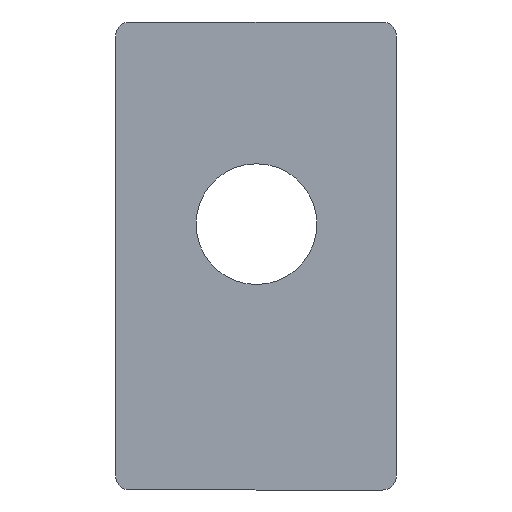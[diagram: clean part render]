
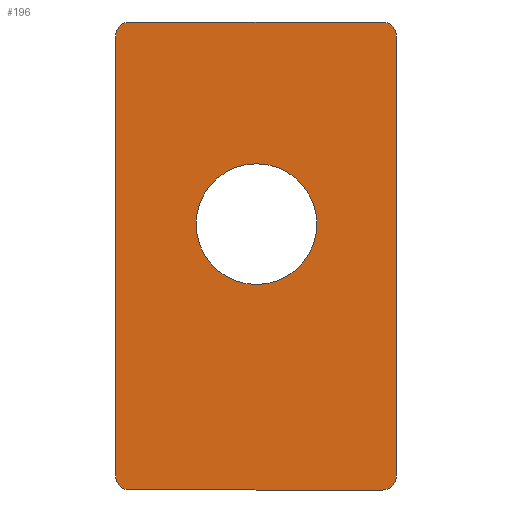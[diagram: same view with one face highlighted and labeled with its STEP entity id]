
A CAD part, front view. The second image highlights one B-rep face of the part: STEP entity #196.
In plain terms, the highlighted planar face has unit normal (0, -1, 0).
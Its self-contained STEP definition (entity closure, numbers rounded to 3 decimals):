
#16=FACE_BOUND('',#45,.T.);
#18=PLANE('',#234);
#32=FACE_OUTER_BOUND('',#44,.T.);
#44=EDGE_LOOP('',(#169,#170,#171,#172,#173,#174,#175,#176));
#45=EDGE_LOOP('',(#177));
#47=LINE('',#304,#56);
#49=LINE('',#324,#58);
#51=LINE('',#344,#60);
#53=LINE('',#364,#62);
#56=VECTOR('',#243,10.);
#58=VECTOR('',#255,10.);
#60=VECTOR('',#267,10.);
#62=VECTOR('',#279,10.);
#67=CIRCLE('',#215,3.);
#71=CIRCLE('',#220,3.);
#75=CIRCLE('',#225,3.);
#79=CIRCLE('',#230,3.);
#82=CIRCLE('',#235,12.9);
#84=VERTEX_POINT('',#301);
#85=VERTEX_POINT('',#303);
#87=VERTEX_POINT('',#317);
#89=VERTEX_POINT('',#323);
#91=VERTEX_POINT('',#337);
#93=VERTEX_POINT('',#343);
#95=VERTEX_POINT('',#357);
#97=VERTEX_POINT('',#363);
#100=VERTEX_POINT('',#383);
#102=EDGE_CURVE('',#84,#85,#47,.T.);
#105=EDGE_CURVE('',#85,#87,#67,.T.);
#108=EDGE_CURVE('',#87,#89,#49,.T.);
#111=EDGE_CURVE('',#89,#91,#71,.T.);
#114=EDGE_CURVE('',#91,#93,#51,.T.);
#117=EDGE_CURVE('',#93,#95,#75,.T.);
#120=EDGE_CURVE('',#95,#97,#53,.T.);
#123=EDGE_CURVE('',#97,#84,#79,.T.);
#126=EDGE_CURVE('',#100,#100,#82,.T.);
#169=ORIENTED_EDGE('',*,*,#117,.F.);
#170=ORIENTED_EDGE('',*,*,#114,.F.);
#171=ORIENTED_EDGE('',*,*,#111,.F.);
#172=ORIENTED_EDGE('',*,*,#108,.F.);
#173=ORIENTED_EDGE('',*,*,#105,.F.);
#174=ORIENTED_EDGE('',*,*,#102,.F.);
#175=ORIENTED_EDGE('',*,*,#123,.F.);
#176=ORIENTED_EDGE('',*,*,#120,.F.);
#177=ORIENTED_EDGE('',*,*,#126,.T.);
#196=ADVANCED_FACE('',(#32,#16),#18,.F.);
#215=AXIS2_PLACEMENT_3D('',#318,#247,#248);
#220=AXIS2_PLACEMENT_3D('',#338,#259,#260);
#225=AXIS2_PLACEMENT_3D('',#358,#271,#272);
#230=AXIS2_PLACEMENT_3D('',#377,#283,#284);
#234=AXIS2_PLACEMENT_3D('',#382,#291,#292);
#235=AXIS2_PLACEMENT_3D('',#384,#293,#294);
#243=DIRECTION('',(-1.,0.,0.));
#247=DIRECTION('center_axis',(0.,1.,0.));
#248=DIRECTION('ref_axis',(0.,0.,-1.));
#255=DIRECTION('',(0.,0.,1.));
#259=DIRECTION('center_axis',(0.,1.,0.));
#260=DIRECTION('ref_axis',(-1.,0.,0.));
#267=DIRECTION('',(1.,0.,0.));
#271=DIRECTION('center_axis',(0.,1.,0.));
#272=DIRECTION('ref_axis',(0.,0.,1.));
#279=DIRECTION('',(0.,0.,-1.));
#283=DIRECTION('center_axis',(0.,1.,0.));
#284=DIRECTION('ref_axis',(1.,0.,0.));
#291=DIRECTION('center_axis',(0.,1.,0.));
#292=DIRECTION('ref_axis',(-1.,0.,0.));
#293=DIRECTION('center_axis',(0.,1.,0.));
#294=DIRECTION('ref_axis',(-1.,0.,0.));
#301=CARTESIAN_POINT('',(57.,12.,0.));
#303=CARTESIAN_POINT('',(3.,12.,0.));
#304=CARTESIAN_POINT('',(57.,12.,0.));
#317=CARTESIAN_POINT('',(0.,12.,3.));
#318=CARTESIAN_POINT('Origin',(3.,12.,3.));
#323=CARTESIAN_POINT('',(0.,12.,97.));
#324=CARTESIAN_POINT('',(0.,12.,3.));
#337=CARTESIAN_POINT('',(3.,12.,100.));
#338=CARTESIAN_POINT('Origin',(3.,12.,97.));
#343=CARTESIAN_POINT('',(57.,12.,100.));
#344=CARTESIAN_POINT('',(3.,12.,100.));
#357=CARTESIAN_POINT('',(60.,12.,97.));
#358=CARTESIAN_POINT('Origin',(57.,12.,97.));
#363=CARTESIAN_POINT('',(60.,12.,3.));
#364=CARTESIAN_POINT('',(60.,12.,97.));
#377=CARTESIAN_POINT('Origin',(57.,12.,3.));
#382=CARTESIAN_POINT('Origin',(30.,12.,50.));
#383=CARTESIAN_POINT('',(43.,12.,56.802));
#384=CARTESIAN_POINT('Origin',(30.1,12.,56.802));
